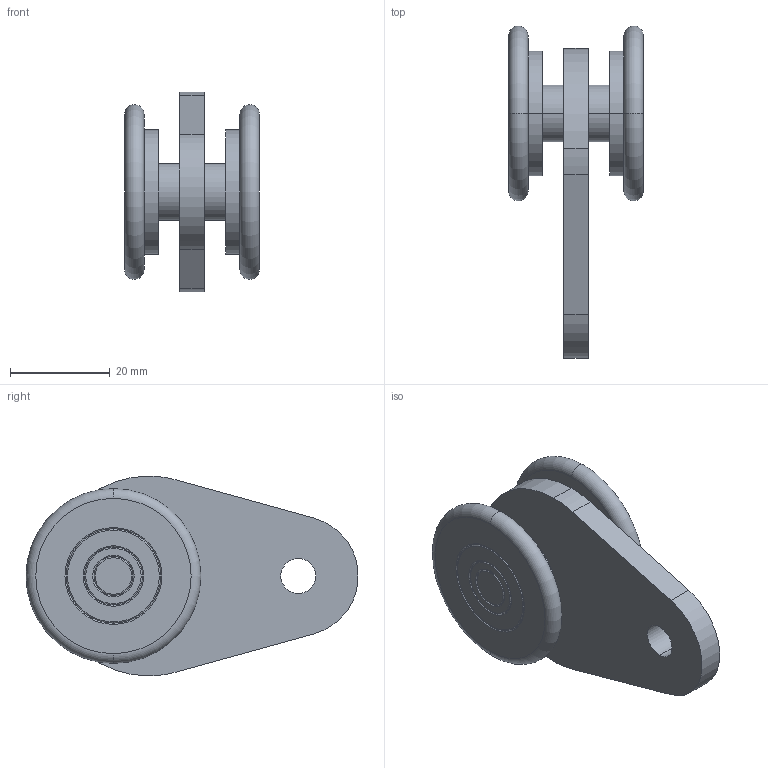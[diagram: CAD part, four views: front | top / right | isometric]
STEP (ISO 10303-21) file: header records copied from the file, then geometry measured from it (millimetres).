
FILE_DESCRIPTION (( 'STEP AP214' ), '1' );
FILE_NAME ('05344-2 Wheel Curtain Trolley Single Zinc 27mm.STEP', '2018-11-29T19:19:28', ( '' ), ( '' ), 'SwSTEP 2.0', 'SolidWorks 2018', '' );
FILE_SCHEMA (( 'AUTOMOTIVE_DESIGN' ));
Length unit declared in the file: millimetre
Products named in the file (2): 05344-2 Wheel Curtain Trolley Single Zinc 27mm
Bounding box: 27 x 66.45 x 40 mm (x, y, z)
Volume: 19817.8 mm3; surface area: 9481.9 mm2
Topology: 1 solids, 1 shells, 377 faces, 949 edges, 622 vertices
Faces by surface type: plane 198, bspline 97, cylinder 46, torus 36
Entity records: 16916 total; most frequent: CARTESIAN_POINT 8207, ORIENTED_EDGE 1898, DIRECTION 1487, EDGE_CURVE 949, VERTEX_POINT 622, VECTOR 587, LINE 587, AXIS2_PLACEMENT_3D 450
